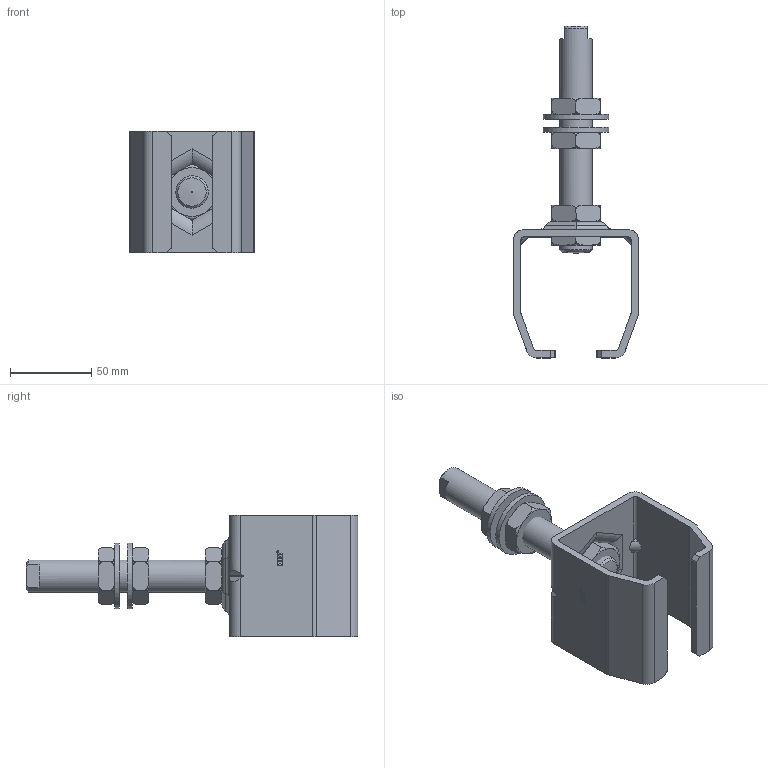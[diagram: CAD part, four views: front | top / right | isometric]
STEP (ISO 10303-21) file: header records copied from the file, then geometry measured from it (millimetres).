
FILE_DESCRIPTION((''),'2;1');
FILE_NAME('9051L.stp','2013-07-03T13:46:21',('Didierr'),(''),'Autodesk Inventor 2013','Autodesk Inventor 2013','');
FILE_SCHEMA(('AUTOMOTIVE_DESIGN { 1 0 10303 214 1 1 1 1 }'));
Length unit declared in the file: millimetre
Products named in the file (5): 9051L; 15704; 14980; 15748; 06017
Assembly tree (8 placements, depth 2):
  9051L
    15704
    14980
    15748  x2
    06017  x4
Bounding box: 77 x 204.5 x 75 mm (x, y, z)
Volume: 153894.5 mm3; surface area: 64934.4 mm2
Topology: 8 solids, 8 shells, 298 faces, 735 edges, 471 vertices
Faces by surface type: plane 152, cylinder 70, torus 48, bspline 24, cone 4
Full cylindrical faces by diameter (mm): 1.151 x1, 1.25 x1, 17.294 x4, 20 x1, 20.1 x2, 21 x1, 40.3 x2
Entity records: 7484 total; most frequent: CARTESIAN_POINT 1844, ORIENTED_EDGE 1158, DIRECTION 1068, EDGE_CURVE 579, VERTEX_POINT 383, VECTOR 378, LINE 378, AXIS2_PLACEMENT_3D 345
